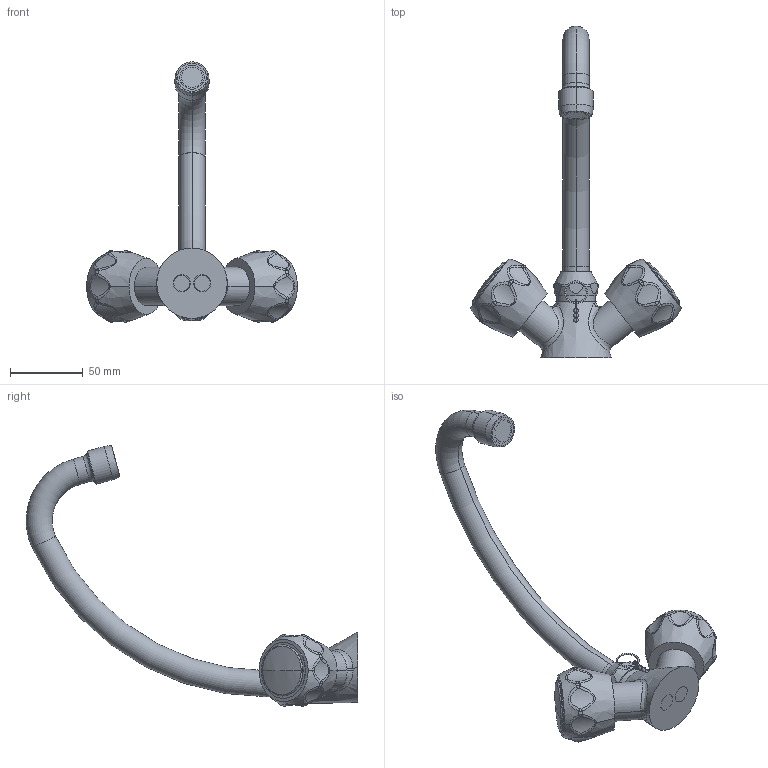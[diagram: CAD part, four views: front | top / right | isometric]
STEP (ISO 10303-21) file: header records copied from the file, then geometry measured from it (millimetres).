
FILE_DESCRIPTION((''),'2;1');
FILE_NAME('DA076CR','2021-11-09T12:57:32',('ut3'),('PAFFONI SpA'),'CREO PARAMETRIC BY PTC INC, 2020044','CREO PARAMETRIC BY PTC INC, 2020044','');
FILE_SCHEMA(('CONFIG_CONTROL_DESIGN','SHAPE_APPEARANCE_LAYERS_GROUPS'));
Length unit declared in the file: millimetre
Products named in the file (1): DA076CR
Bounding box: 145.23 x 228.33 x 179.42 mm (x, y, z)
Volume: 186328.7 mm3; surface area: 73675.9 mm2
Topology: 2 solids, 2 shells, 457 faces, 1088 edges, 647 vertices
Faces by surface type: cylinder 134, torus 90, plane 89, bspline 84, cone 50, sphere 10
Entity records: 24298 total; most frequent: CARTESIAN_POINT 11428, DIRECTION 2158, ORIENTED_EDGE 2156, EDGE_CURVE 1078, AXIS2_PLACEMENT_3D 939, VERTEX_POINT 647, CIRCLE 566, EDGE_LOOP 505
